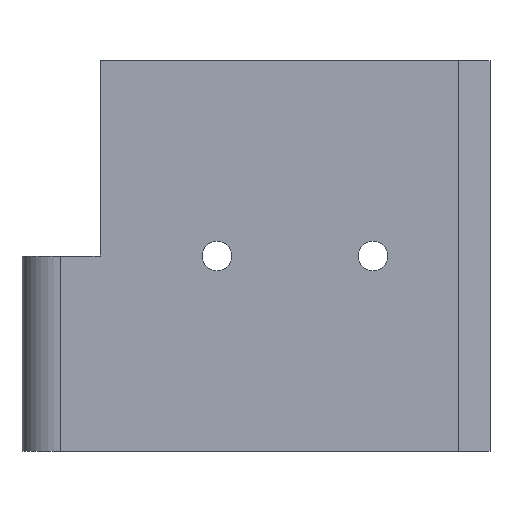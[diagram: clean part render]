
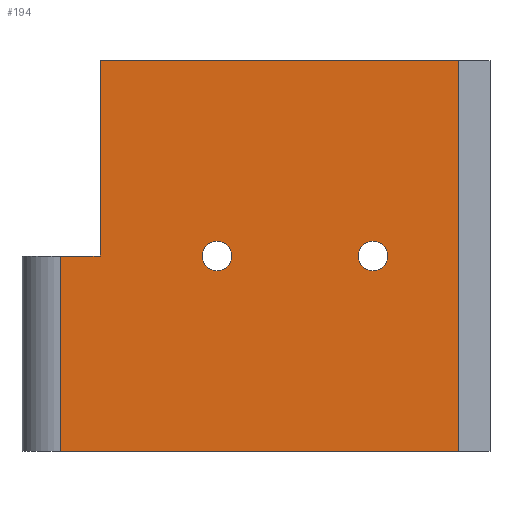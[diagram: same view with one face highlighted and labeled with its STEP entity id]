
A CAD part, left-side view. The second image highlights one B-rep face of the part: STEP entity #194.
In plain terms, the highlighted planar face has unit normal (-1, 0, 0).
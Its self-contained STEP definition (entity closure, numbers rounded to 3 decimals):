
#40 = VERTEX_POINT('',#41);
#41 = CARTESIAN_POINT('',(-2.5,12.5,0.));
#48 = EDGE_CURVE('',#49,#40,#51,.T.);
#49 = VERTEX_POINT('',#50);
#50 = CARTESIAN_POINT('',(-2.5,-13.,0.));
#51 = LINE('',#52,#53);
#52 = CARTESIAN_POINT('',(-2.5,-15.,0.));
#53 = VECTOR('',#54,1.);
#54 = DIRECTION('',(0.,1.,0.));
#115 = VERTEX_POINT('',#116);
#116 = CARTESIAN_POINT('',(-2.5,-13.,25.));
#122 = EDGE_CURVE('',#49,#115,#123,.T.);
#123 = LINE('',#124,#125);
#124 = CARTESIAN_POINT('',(-2.5,-13.,0.));
#125 = VECTOR('',#126,1.);
#126 = DIRECTION('',(0.,0.,1.));
#194 = ADVANCED_FACE('',(#195,#229,#240),#251,.T.);
#195 = FACE_BOUND('',#196,.T.);
#196 = EDGE_LOOP('',(#197,#198,#199,#207,#215,#223));
#197 = ORIENTED_EDGE('',*,*,#48,.F.);
#198 = ORIENTED_EDGE('',*,*,#122,.T.);
#199 = ORIENTED_EDGE('',*,*,#200,.T.);
#200 = EDGE_CURVE('',#115,#201,#203,.T.);
#201 = VERTEX_POINT('',#202);
#202 = CARTESIAN_POINT('',(-2.5,10.,25.));
#203 = LINE('',#204,#205);
#204 = CARTESIAN_POINT('',(-2.5,-15.,25.));
#205 = VECTOR('',#206,1.);
#206 = DIRECTION('',(0.,1.,0.));
#207 = ORIENTED_EDGE('',*,*,#208,.T.);
#208 = EDGE_CURVE('',#201,#209,#211,.T.);
#209 = VERTEX_POINT('',#210);
#210 = CARTESIAN_POINT('',(-2.5,10.,12.5));
#211 = LINE('',#212,#213);
#212 = CARTESIAN_POINT('',(-2.5,10.,25.));
#213 = VECTOR('',#214,1.);
#214 = DIRECTION('',(-0.,-0.,-1.));
#215 = ORIENTED_EDGE('',*,*,#216,.T.);
#216 = EDGE_CURVE('',#209,#217,#219,.T.);
#217 = VERTEX_POINT('',#218);
#218 = CARTESIAN_POINT('',(-2.5,12.5,12.5));
#219 = LINE('',#220,#221);
#220 = CARTESIAN_POINT('',(-2.5,10.,12.5));
#221 = VECTOR('',#222,1.);
#222 = DIRECTION('',(0.,1.,0.));
#223 = ORIENTED_EDGE('',*,*,#224,.F.);
#224 = EDGE_CURVE('',#40,#217,#225,.T.);
#225 = LINE('',#226,#227);
#226 = CARTESIAN_POINT('',(-2.5,12.5,0.));
#227 = VECTOR('',#228,1.);
#228 = DIRECTION('',(0.,0.,1.));
#229 = FACE_BOUND('',#230,.T.);
#230 = EDGE_LOOP('',(#231));
#231 = ORIENTED_EDGE('',*,*,#232,.F.);
#232 = EDGE_CURVE('',#233,#233,#235,.T.);
#233 = VERTEX_POINT('',#234);
#234 = CARTESIAN_POINT('',(-2.5,-7.5,11.55));
#235 = CIRCLE('',#236,0.95);
#236 = AXIS2_PLACEMENT_3D('',#237,#238,#239);
#237 = CARTESIAN_POINT('',(-2.5,-7.5,12.5));
#238 = DIRECTION('',(-1.,-0.,-0.));
#239 = DIRECTION('',(0.,0.,-1.));
#240 = FACE_BOUND('',#241,.T.);
#241 = EDGE_LOOP('',(#242));
#242 = ORIENTED_EDGE('',*,*,#243,.F.);
#243 = EDGE_CURVE('',#244,#244,#246,.T.);
#244 = VERTEX_POINT('',#245);
#245 = CARTESIAN_POINT('',(-2.5,2.5,11.55));
#246 = CIRCLE('',#247,0.95);
#247 = AXIS2_PLACEMENT_3D('',#248,#249,#250);
#248 = CARTESIAN_POINT('',(-2.5,2.5,12.5));
#249 = DIRECTION('',(-1.,-0.,-0.));
#250 = DIRECTION('',(0.,0.,-1.));
#251 = PLANE('',#252);
#252 = AXIS2_PLACEMENT_3D('',#253,#254,#255);
#253 = CARTESIAN_POINT('',(-2.5,-15.,0.));
#254 = DIRECTION('',(-1.,0.,0.));
#255 = DIRECTION('',(0.,1.,0.));
